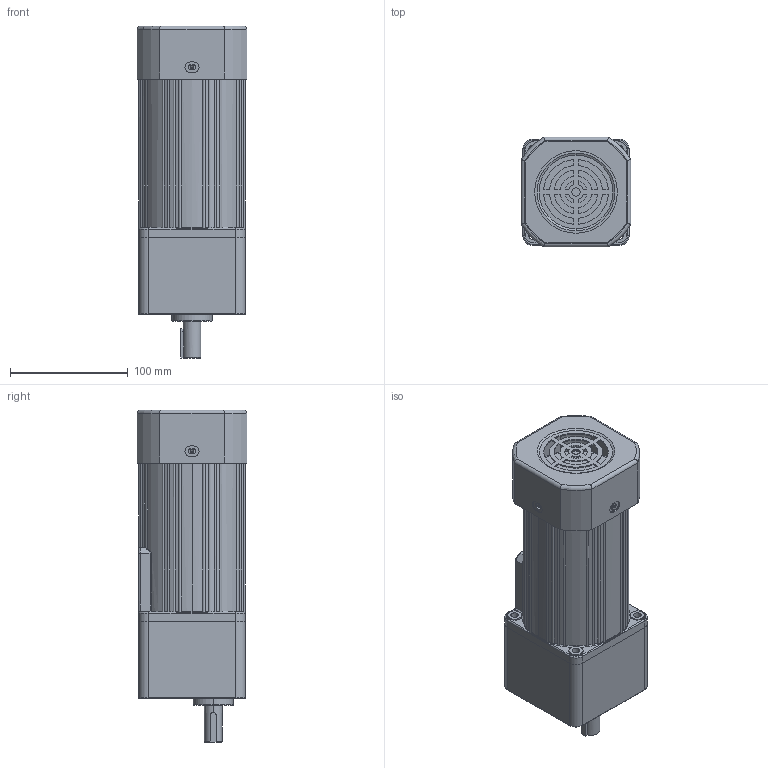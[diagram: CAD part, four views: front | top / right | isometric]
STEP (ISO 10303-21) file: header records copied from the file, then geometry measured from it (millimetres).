
FILE_DESCRIPTION (( 'STEP AP203' ), '1' );
FILE_NAME ('5IK180R+5GU3-750KB.STEP', '2020-01-10T02:49:35', ( 'Sky123.Org' ), ( 'Sky123.Org' ), 'SwSTEP 2.0', 'SolidWorks 2014', '' );
FILE_SCHEMA (( 'CONFIG_CONTROL_DESIGN' ));
Length unit declared in the file: millimetre
Products named in the file (5): 5GU3-750KB; 5IK180A; 90酗瑞欶褲; 5IK180R+5GU3-750KB
Assembly tree (4 placements, depth 3):
  5IK180R+5GU3-750KB
    5IK180A
    90酗瑞欶褲
    5GU3-750KB
      5GU3-750KB
Bounding box: 93 x 93 x 281.5 mm (x, y, z)
Volume: 1514995.9 mm3; surface area: 157240 mm2
Topology: 3 solids, 3 shells, 550 faces, 1427 edges, 899 vertices
Faces by surface type: cylinder 217, plane 144, torus 116, bspline 44, cone 27, sphere 2
Entity records: 22127 total; most frequent: CARTESIAN_POINT 8360, ORIENTED_EDGE 2834, DIRECTION 2736, EDGE_CURVE 1417, AXIS2_PLACEMENT_3D 1119, VERTEX_POINT 899, EDGE_LOOP 626, CIRCLE 605
